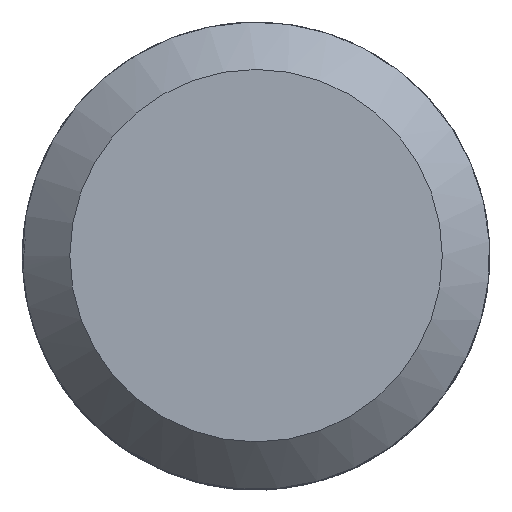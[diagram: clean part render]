
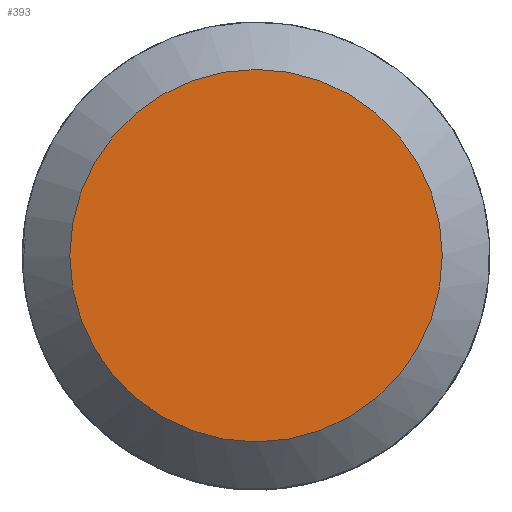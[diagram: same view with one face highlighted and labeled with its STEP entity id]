
A CAD part, top view. The second image highlights one B-rep face of the part: STEP entity #393.
In plain terms, the highlighted planar face has unit normal (0, 0, 1).
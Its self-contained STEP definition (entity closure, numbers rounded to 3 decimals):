
#23=PLANE('',#434);
#47=FACE_OUTER_BOUND('',#70,.T.);
#70=EDGE_LOOP('',(#337));
#81=CIRCLE('',#435,3.925);
#182=VERTEX_POINT('',#2158);
#237=EDGE_CURVE('',#182,#182,#81,.T.);
#337=ORIENTED_EDGE('',*,*,#237,.F.);
#393=ADVANCED_FACE('',(#47),#23,.T.);
#434=AXIS2_PLACEMENT_3D('',#2157,#501,#502);
#435=AXIS2_PLACEMENT_3D('',#2159,#503,#504);
#501=DIRECTION('center_axis',(0.,0.,1.));
#502=DIRECTION('ref_axis',(1.,0.,0.));
#503=DIRECTION('center_axis',(0.,0.,-1.));
#504=DIRECTION('ref_axis',(1.,0.,0.));
#2157=CARTESIAN_POINT('Origin',(0.,0.,40.));
#2158=CARTESIAN_POINT('',(-3.925,0.,40.));
#2159=CARTESIAN_POINT('Origin',(0.,0.,40.));
